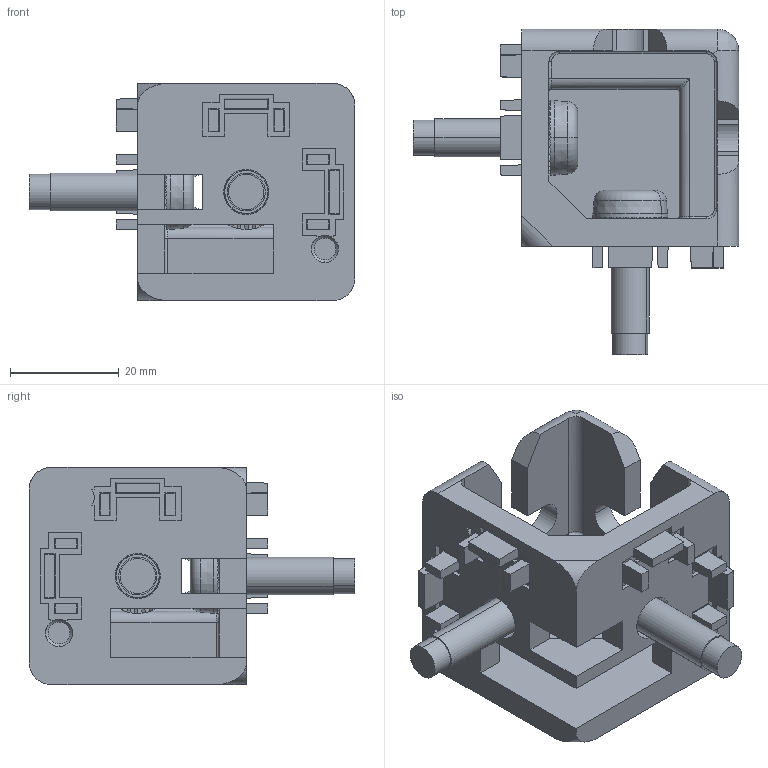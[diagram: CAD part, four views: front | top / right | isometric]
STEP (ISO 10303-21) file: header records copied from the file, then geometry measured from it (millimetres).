
FILE_DESCRIPTION (( 'STEP AP203' ), '1' );
FILE_NAME ('162975.step', '2024-08-01T15:30:42', ( '' ), ( '' ), 'SwSTEP 2.0', 'SolidWorks 2023', '' );
FILE_SCHEMA (( 'CONFIG_CONTROL_DESIGN' ));
Length unit declared in the file: millimetre
Products named in the file (1): 162975
Bounding box: 60 x 60 x 40 mm (x, y, z)
Volume: 30645.5 mm3; surface area: 16553.3 mm2
Topology: 3 solids, 3 shells, 453 faces, 1230 edges, 794 vertices
Faces by surface type: plane 374, cylinder 55, cone 12, bspline 8, torus 4
Entity records: 14381 total; most frequent: CARTESIAN_POINT 3144, ORIENTED_EDGE 2446, DIRECTION 2218, EDGE_CURVE 1223, LINE 836, VECTOR 836, VERTEX_POINT 794, AXIS2_PLACEMENT_3D 691
